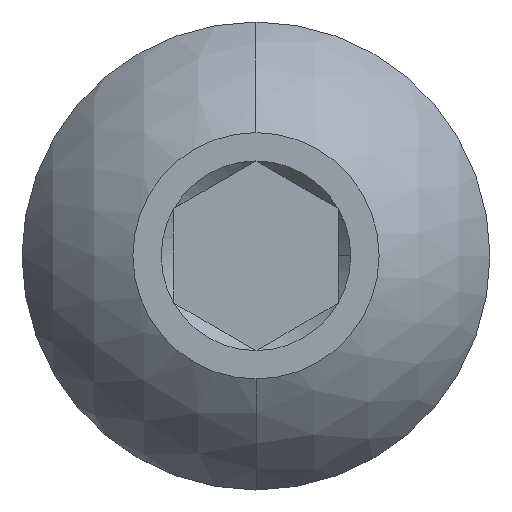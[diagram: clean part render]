
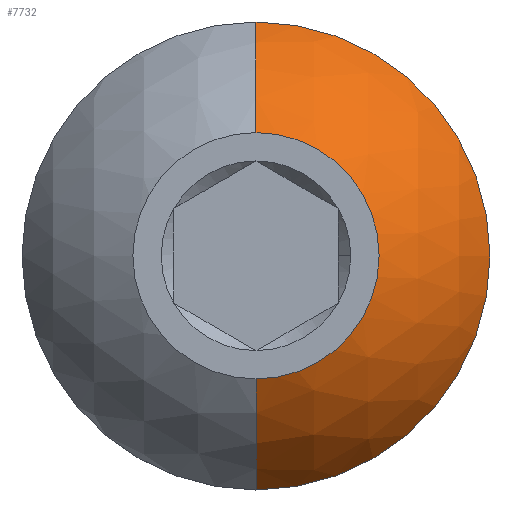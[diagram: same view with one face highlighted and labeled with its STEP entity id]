
A CAD part, top view. The second image highlights one B-rep face of the part: STEP entity #7732.
In plain terms, the highlighted spherical face has radius 3.172 mm.
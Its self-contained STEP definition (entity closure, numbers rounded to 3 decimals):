
#101 = DIRECTION ( 'NONE',  ( 1., 0., 0. ) ) ;
#102 = DIRECTION ( 'NONE',  ( 0., 0., 1. ) ) ;
#103 = CARTESIAN_POINT ( 'NONE',  ( 0., 0., -1.403 ) ) ;
#104 = DIRECTION ( 'NONE',  ( 1., 0., 0. ) ) ;
#105 = DIRECTION ( 'NONE',  ( 0., 0., 1. ) ) ;
#106 = CARTESIAN_POINT ( 'NONE',  ( 0., 0., -1.403 ) ) ;
#107 = DIRECTION ( 'NONE',  ( 0., 1., 0. ) ) ;
#108 = DIRECTION ( 'NONE',  ( 1., 0., 0. ) ) ;
#109 = CARTESIAN_POINT ( 'NONE',  ( 0., 0., -2.795 ) ) ;
#111 = DIRECTION ( 'NONE',  ( 1., 0., 0. ) ) ;
#112 = DIRECTION ( 'NONE',  ( 0., 0., 1. ) ) ;
#113 = CARTESIAN_POINT ( 'NONE',  ( 0., 0., 0. ) ) ;
#114 = DIRECTION ( 'NONE',  ( 0., -1., 0. ) ) ;
#115 = DIRECTION ( 'NONE',  ( -1., 0., 0. ) ) ;
#116 = CARTESIAN_POINT ( 'NONE',  ( 0., 0., -2.795 ) ) ;
#2438 = CARTESIAN_POINT ( 'NONE',  ( 0., -1.5, 0. ) ) ;
#2801 = AXIS2_PLACEMENT_3D ( 'NONE', #7408, #7415, #7506 ) ;
#4279 = ORIENTED_EDGE ( 'NONE', *, *, #6715, .T. ) ;
#4280 = ORIENTED_EDGE ( 'NONE', *, *, #6711, .F. ) ;
#4282 = ORIENTED_EDGE ( 'NONE', *, *, #6712, .T. ) ;
#4284 = ORIENTED_EDGE ( 'NONE', *, *, #6713, .T. ) ;
#4285 = ORIENTED_EDGE ( 'NONE', *, *, #6710, .F. ) ;
#4287 = VERTEX_POINT ( 'NONE', #11585 ) ;
#4291 = VERTEX_POINT ( 'NONE', #10844 ) ;
#4292 = VERTEX_POINT ( 'NONE', #10841 ) ;
#4293 = VERTEX_POINT ( 'NONE', #10720 ) ;
#6143 = EDGE_LOOP ( 'NONE', ( #4284, #4279, #4282, #4280, #4285 ) ) ;
#6383 = CIRCLE ( 'NONE', #6754, 2.85 ) ;
#6385 = CIRCLE ( 'NONE', #6751, 3.172 ) ;
#6386 = CIRCLE ( 'NONE', #6752, 1.5 ) ;
#6387 = CIRCLE ( 'NONE', #6753, 3.172 ) ;
#6388 = CIRCLE ( 'NONE', #6755, 2.85 ) ;
#6710 = EDGE_CURVE ( 'NONE', #4291, #13016, #6385, .T. ) ;
#6711 = EDGE_CURVE ( 'NONE', #13016, #4287, #6386, .T. ) ;
#6712 = EDGE_CURVE ( 'NONE', #4292, #4287, #6387, .T. ) ;
#6713 = EDGE_CURVE ( 'NONE', #4291, #4293, #6383, .T. ) ;
#6715 = EDGE_CURVE ( 'NONE', #4293, #4292, #6388, .T. ) ;
#6751 = AXIS2_PLACEMENT_3D ( 'NONE', #116, #115, #114 ) ;
#6752 = AXIS2_PLACEMENT_3D ( 'NONE', #113, #112, #111 ) ;
#6753 = AXIS2_PLACEMENT_3D ( 'NONE', #109, #108, #107 ) ;
#6754 = AXIS2_PLACEMENT_3D ( 'NONE', #106, #105, #104 ) ;
#6755 = AXIS2_PLACEMENT_3D ( 'NONE', #103, #102, #101 ) ;
#7408 = CARTESIAN_POINT ( 'NONE',  ( 0., 0., -2.795 ) ) ;
#7415 = DIRECTION ( 'NONE',  ( 1., 0., 0. ) ) ;
#7506 = DIRECTION ( 'NONE',  ( 0., -1., 0. ) ) ;
#7732 = ADVANCED_FACE ( 'NONE', ( #8048 ), #8050, .T. ) ;
#8048 = FACE_OUTER_BOUND ( 'NONE', #6143, .T. ) ;
#8050 = SPHERICAL_SURFACE ( 'NONE', #2801, 3.172 ) ;
#10720 = CARTESIAN_POINT ( 'NONE',  ( 2.85, 0., -1.403 ) ) ;
#10841 = CARTESIAN_POINT ( 'NONE',  ( 0., 2.85, -1.403 ) ) ;
#10844 = CARTESIAN_POINT ( 'NONE',  ( 0., -2.85, -1.403 ) ) ;
#11585 = CARTESIAN_POINT ( 'NONE',  ( 0., 1.5, 0. ) ) ;
#13016 = VERTEX_POINT ( 'NONE', #2438 ) ;
